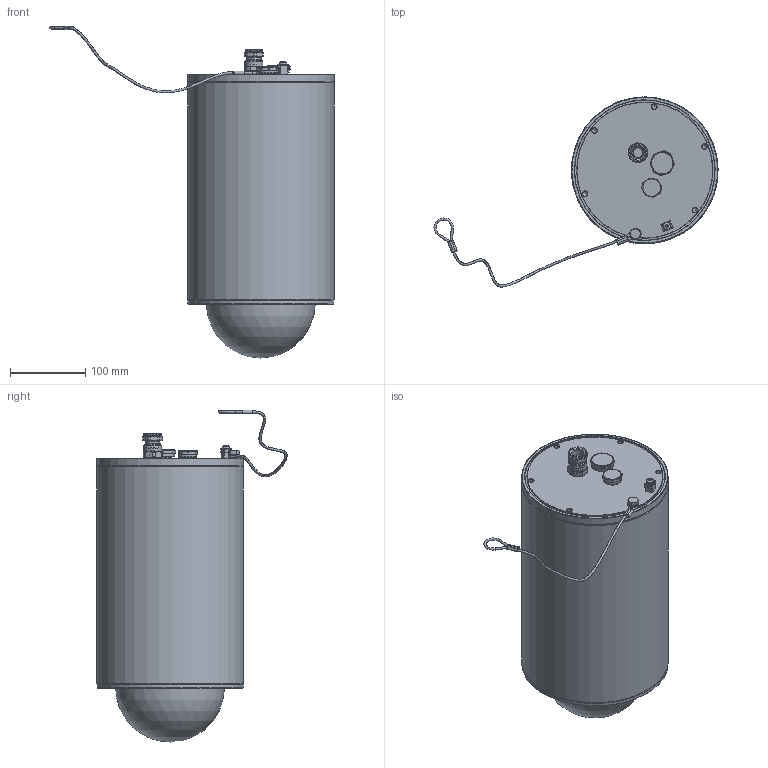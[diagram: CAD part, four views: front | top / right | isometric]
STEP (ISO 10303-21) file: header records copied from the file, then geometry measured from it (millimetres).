
FILE_DESCRIPTION(/* description */ (''),/* implementation_level */ '2;1');
FILE_NAME(/* name */ 'T08-TNXCD_(EX D ENCLOSURE, CABLE ENTRY).stp',/* time_stamp */ '2022-02-07T09:33:37+01:00',/* author */ ('Thiemo Gruber'),/* organization */ (''),/* preprocessor_version */ 'ST-DEVELOPER v18.1',/* originating_system */ 'Autodesk Inventor 2022',/* authorisation */ '');
FILE_SCHEMA (('AUTOMOTIVE_DESIGN { 1 0 10303 214 3 1 1 }'));
Length unit declared in the file: millimetre
Products named in the file (23): T08-TNXCD_(EX D ENCLOSURE, CABLE ENTRY); XCD1953290W Ex d Leergehäuse (Typ LL); XCD-35-2 Sheet 1 (Rumpf); XCD-195 Compund; XCD-46-2 (Kuppel); M4x1,5 Madenschraube; XCD-28-2 Sheet 1 Ex e (Abdeckung)_rev.2 (Gehäusestandard); O-Ring KLE Flansch; O-Ring Kuppel_rev.01; PA Klemme; DIN 7985 (Z) - M5x10-Z; 8292-12-SS-M25x1,5; Schraube-RDX A4-70; XCD-49-2 Sheet 1 Top for dome; 8292-12-SS-M20x1,5; DIN 933 - M8  x 12; DIN 433 - 8,4; safity wire 3mmx500mm; CAPRI ADE 1F2 Cap.06 M20_(HS.1LA00841); CAPRI ADE 1F2 Cap.06 M20_(HS.1LA00841)_1; CAP 806 605 V1; O-Ring Cap.06; Silikon Elastomer CAP 806605 V1
Assembly tree (25 placements, depth 3):
  T08-TNXCD_(EX D ENCLOSURE, CABLE ENTRY)
    XCD1953290W Ex d Leergehäuse (Typ LL)
      XCD-35-2 Sheet 1 (Rumpf)
      O-Ring KLE Flansch  x2
      XCD-195 Compund
      XCD-46-2 (Kuppel)
      M4x1,5 Madenschraube
      XCD-28-2 Sheet 1 Ex e (Abdeckung)_rev.2 (Gehäusestandard)
      O-Ring Kuppel_rev.01
      PA Klemme  x2
      DIN 7985 (Z) - M5x10-Z  x2
      8292-12-SS-M25x1,5
      Schraube-RDX A4-70
      XCD-49-2 Sheet 1 Top for dome
    8292-12-SS-M20x1,5
    DIN 933 - M8  x 12
    DIN 433 - 8,4
    safity wire 3mmx500mm
    CAPRI ADE 1F2 Cap.06 M20_(HS.1LA00841)
      CAPRI ADE 1F2 Cap.06 M20_(HS.1LA00841)_1
      CAP 806 605 V1
      O-Ring Cap.06
      Silikon Elastomer CAP 806605 V1
Bounding box: 378.05 x 253.03 x 441.78 mm (x, y, z)
Volume: 1866692.5 mm3; surface area: 669498.7 mm2
Topology: 23 solids, 23 shells, 1334 faces, 3074 edges, 1793 vertices
Faces by surface type: cylinder 320, torus 296, bspline 289, plane 251, cone 162, sphere 16
Full cylindrical faces by diameter (mm): 3 x8, 3.242 x1, 4 x3, 4.134 x2, 4.5 x1, 4.6 x2, 4.9 x1, 4.917 x5, 5 x2, 5.8 x2, 6 x1, 6.647 x6, 7.323 x1, 8 x1, 8.4 x1, 11.4 x1, 11.6 x1, 12 x1, 15 x1, 16 x1, 16.14 x1, 16.22 x1, 16.41 x1, 16.94 x1, 17.48 x1, 17.9 x1, 18.376 x2, 19.16 x1, 19.25 x1, 19.36 x1
Entity records: 43848 total; most frequent: CARTESIAN_POINT 15862, DIRECTION 5769, ORIENTED_EDGE 5584, EDGE_CURVE 2792, AXIS2_PLACEMENT_3D 2525, VERTEX_POINT 1647, CIRCLE 1487, EDGE_LOOP 1321
